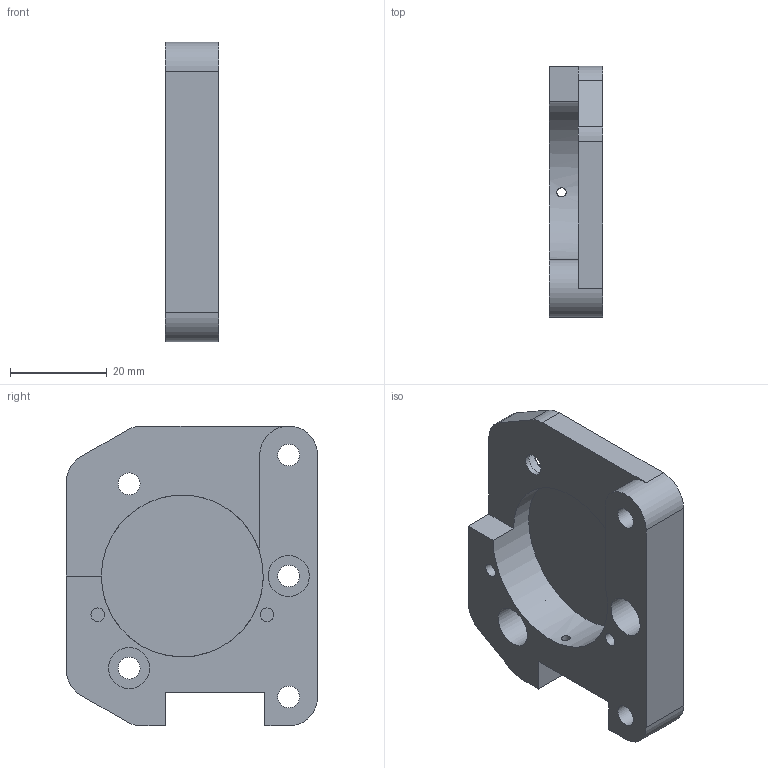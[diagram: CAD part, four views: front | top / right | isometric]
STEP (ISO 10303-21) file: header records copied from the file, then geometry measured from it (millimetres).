
FILE_DESCRIPTION(/* description */ (''),/* implementation_level */ '2;1');
FILE_NAME(/* name */ 'MagToolChanger_HeadBase.stp',/* time_stamp */ '2022-12-13T20:12:11+01:00',/* author */ ('remop'),/* organization */ (''),/* preprocessor_version */ 'ST-DEVELOPER v19.2',/* originating_system */ 'Autodesk Inventor 2023',/* authorisation */ '');
FILE_SCHEMA (('AUTOMOTIVE_DESIGN { 1 0 10303 214 3 1 1 }'));
Length unit declared in the file: millimetre
Products named in the file (1): MagToolChanger_HeadBase
Bounding box: 11 x 52 x 62 mm (x, y, z)
Volume: 16465.7 mm3; surface area: 10070.2 mm2
Topology: 1 solids, 1 shells, 50 faces, 118 edges, 78 vertices
Faces by surface type: plane 24, cylinder 21, cone 5
Full cylindrical faces by diameter (mm): 1.9 x2, 2.8 x2, 4.5 x5, 8.5 x2, 10 x3, 33.5 x1
Entity records: 1554 total; most frequent: CARTESIAN_POINT 281, DIRECTION 269, ORIENTED_EDGE 236, EDGE_CURVE 118, AXIS2_PLACEMENT_3D 102, VERTEX_POINT 78, EDGE_LOOP 70, LINE 65
